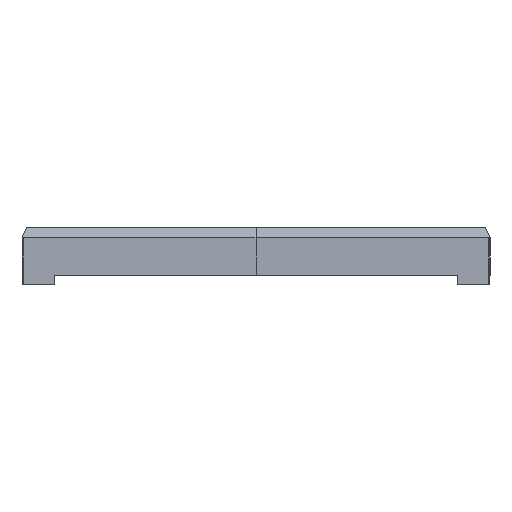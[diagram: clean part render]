
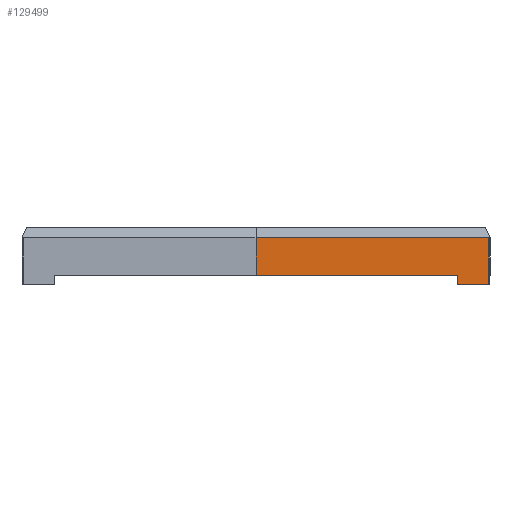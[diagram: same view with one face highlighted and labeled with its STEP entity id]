
A CAD part, front view. The second image highlights one B-rep face of the part: STEP entity #129499.
In plain terms, the highlighted planar face has unit normal (0, -1, 0).
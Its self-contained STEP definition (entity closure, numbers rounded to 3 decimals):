
#4575=FACE_OUTER_BOUND('',#11803,.T.);
#11803=EDGE_LOOP('',(#90857,#90858,#90859,#90860,#90861,#90862));
#22890=LINE('',#179852,#40109);
#22905=LINE('',#179880,#40124);
#22944=LINE('',#179954,#40163);
#23301=LINE('',#180722,#40520);
#23302=LINE('',#180725,#40521);
#23303=LINE('',#180726,#40522);
#40109=VECTOR('',#147750,10.);
#40124=VECTOR('',#147775,10.);
#40163=VECTOR('',#147836,10.);
#40520=VECTOR('',#148391,10.);
#40521=VECTOR('',#148394,10.);
#40522=VECTOR('',#148395,10.);
#56347=VERTEX_POINT('',#179848);
#56349=VERTEX_POINT('',#179851);
#56357=VERTEX_POINT('',#179878);
#56381=VERTEX_POINT('',#179953);
#56693=VERTEX_POINT('',#180720);
#56694=VERTEX_POINT('',#180724);
#69341=EDGE_CURVE('',#56347,#56349,#22890,.T.);
#69356=EDGE_CURVE('',#56357,#56349,#22905,.T.);
#69397=EDGE_CURVE('',#56381,#56357,#22944,.T.);
#69778=EDGE_CURVE('',#56693,#56347,#23301,.T.);
#69779=EDGE_CURVE('',#56693,#56694,#23302,.T.);
#69780=EDGE_CURVE('',#56694,#56381,#23303,.T.);
#90857=ORIENTED_EDGE('',*,*,#69778,.F.);
#90858=ORIENTED_EDGE('',*,*,#69779,.T.);
#90859=ORIENTED_EDGE('',*,*,#69780,.T.);
#90860=ORIENTED_EDGE('',*,*,#69397,.T.);
#90861=ORIENTED_EDGE('',*,*,#69356,.T.);
#90862=ORIENTED_EDGE('',*,*,#69341,.F.);
#123257=PLANE('',#136666);
#129499=ADVANCED_FACE('',(#4575),#123257,.F.);
#136666=AXIS2_PLACEMENT_3D('',#180723,#148392,#148393);
#147750=DIRECTION('',(-1.,0.,0.));
#147775=DIRECTION('',(0.,0.,-1.));
#147836=DIRECTION('',(1.,0.,0.));
#148391=DIRECTION('',(0.,0.,-1.));
#148392=DIRECTION('center_axis',(0.,1.,
0.));
#148393=DIRECTION('ref_axis',(1.,0.,0.));
#148394=DIRECTION('',(-1.,0.,0.));
#148395=DIRECTION('',(0.,0.,-1.));
#179848=CARTESIAN_POINT('',(41.021,-27.305,-9.982));
#179851=CARTESIAN_POINT('',(35.56,-27.305,-9.982));
#179852=CARTESIAN_POINT('',(41.275,-27.305,-9.982));
#179878=CARTESIAN_POINT('',(35.56,-27.305,-8.382));
#179880=CARTESIAN_POINT('',(35.56,-27.305,-8.382));
#179953=CARTESIAN_POINT('',(0.,-27.305,-8.382));
#179954=CARTESIAN_POINT('',(-10.16,-27.305,-8.382));
#180720=CARTESIAN_POINT('',(41.021,-27.305,-1.778));
#180722=CARTESIAN_POINT('',(41.021,-27.305,0.));
#180723=CARTESIAN_POINT('Origin',(0.,-27.305,
0.));
#180724=CARTESIAN_POINT('',(0.,-27.305,-1.778));
#180725=CARTESIAN_POINT('',(5.08,-27.305,-1.778));
#180726=CARTESIAN_POINT('',(0.,-27.305,0.));
